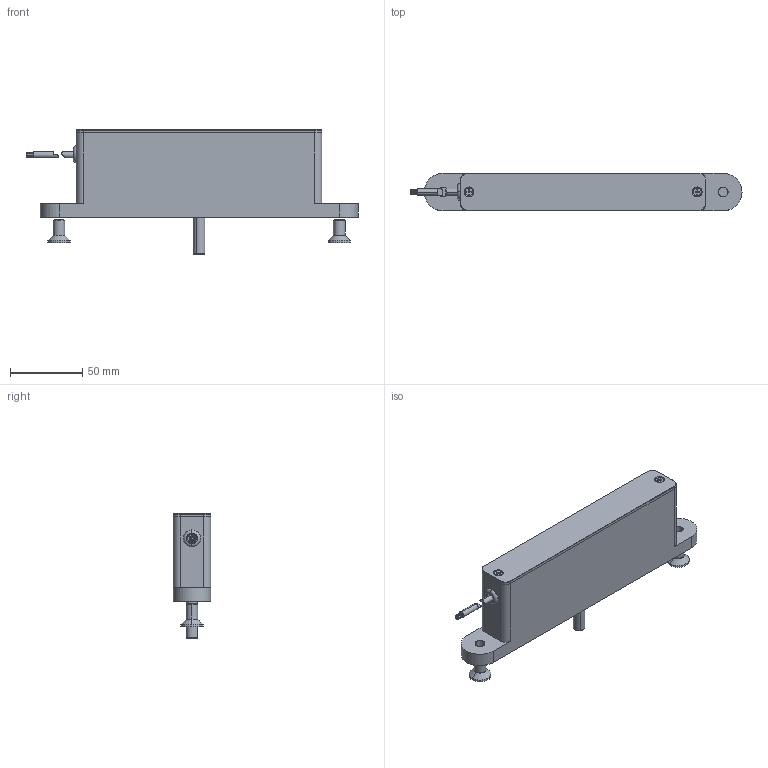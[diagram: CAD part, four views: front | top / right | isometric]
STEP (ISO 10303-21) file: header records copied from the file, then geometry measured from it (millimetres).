
FILE_DESCRIPTION (( 'STEP AP214' ), '1' );
FILE_NAME ('108325.0_für Homepage.STEP', '2025-08-18T09:47:04', ( '' ), ( '' ), 'SwSTEP 2.0', 'SolidWorks 2020', '' );
FILE_SCHEMA (( 'AUTOMOTIVE_DESIGN' ));
Length unit declared in the file: millimetre
Products named in the file (11): BS8325D; GZ1120_Gummitülle; 108325.0_f黵 Homepage; BS8325G; MC13519_Senkschraube DIN 7982 3,5x13; MC13519_Senkschraube DIN 965 - M3x6_DIN EN ISO 7046-1 - M3 x 6 - Z - 6N; BS8325GG; Gleitlager_GFM-0810-15; BS8325B; Kabel; MS38016_Senkschraube DIN 7991 - M8x16_ISO 10642 - M8 x 16 - 16C
Assembly tree (13 placements, depth 3):
  108325.0_f黵 Homepage
    Kabel
    BS8325GG
      BS8325G
      Gleitlager_GFM-0810-15
    BS8325B
    BS8325D
    GZ1120_Gummitülle
    MC13519_Senkschraube DIN 7982 3,5x13  x2
    MC13519_Senkschraube DIN 965 - M3x6_DIN EN ISO 7046-1 - M3 x 6 - Z - 6N  x2
    MS38016_Senkschraube DIN 7991 - M8x16_ISO 10642 - M8 x 16 - 16C  x2
Bounding box: 229.85 x 26 x 86 mm (x, y, z)
Volume: 161054.8 mm3; surface area: 65807.9 mm2
Topology: 13 solids, 13 shells, 389 faces, 901 edges, 544 vertices
Faces by surface type: plane 179, cylinder 104, cone 86, torus 12, bspline 8
Entity records: 9534 total; most frequent: CARTESIAN_POINT 1764, DIRECTION 1463, ORIENTED_EDGE 1266, EDGE_CURVE 633, AXIS2_PLACEMENT_3D 559, VERTEX_POINT 392, LINE 345, VECTOR 345
